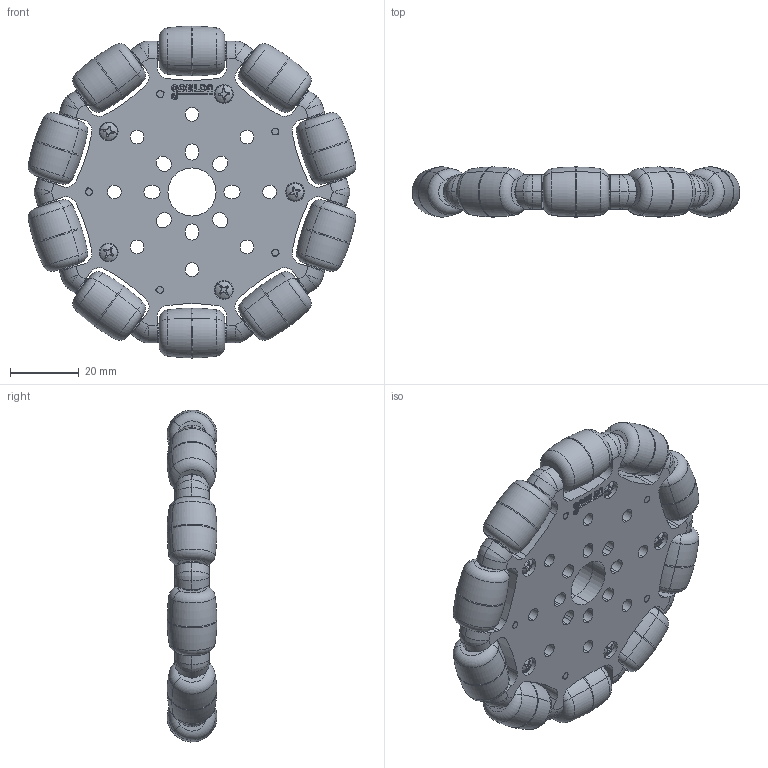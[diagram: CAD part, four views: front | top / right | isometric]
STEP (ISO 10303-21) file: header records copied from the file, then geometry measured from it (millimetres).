
FILE_DESCRIPTION (( 'STEP AP203' ), '1' );
FILE_NAME ('3604-0014-0096 assembly.STEP', '2017-03-31T16:28:25', ( '' ), ( '' ), 'SwSTEP 2.0', 'SolidWorks 2016', '' );
FILE_SCHEMA (( 'CONFIG_CONTROL_DESIGN' ));
Length unit declared in the file: millimetre
Products named in the file (6): 595671 omni wheel roller; 3604-0014-0096 wheel half; 3604-0014-0096 shaft; 364 omni wheel screw_99461A110; 595671 omni wheel bushing; 3604-0014-0096 assembly
Assembly tree (42 placements, depth 2):
  3604-0014-0096 assembly
    3604-0014-0096 wheel half  x2
    595671 omni wheel roller  x10
    364 omni wheel screw_99461A110  x10
    3604-0014-0096 shaft  x10
    595671 omni wheel bushing  x10
Bounding box: 95.44 x 14.57 x 96.72 mm (x, y, z)
Volume: 63896.1 mm3; surface area: 44033.5 mm2
Topology: 42 solids, 42 shells, 1912 faces, 5058 edges, 3282 vertices
Faces by surface type: cylinder 730, plane 572, torus 220, cone 190, bspline 180, sphere 20
Entity records: 19106 total; most frequent: CARTESIAN_POINT 5681, ORIENTED_EDGE 2566, DIRECTION 2299, EDGE_CURVE 1283, VERTEX_POINT 845, AXIS2_PLACEMENT_3D 827, LINE 645, VECTOR 645
